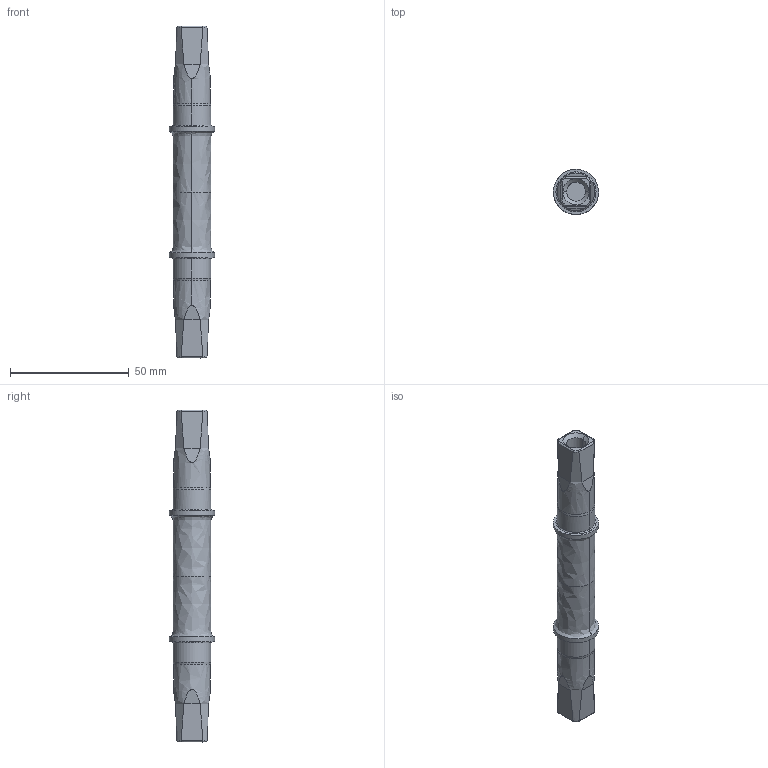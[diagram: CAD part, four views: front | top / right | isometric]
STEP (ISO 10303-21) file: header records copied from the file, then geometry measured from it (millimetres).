
FILE_DESCRIPTION(/* description */ (''),/* implementation_level */ '2;1');
FILE_NAME(/* name */ 'BBAXLE~1',/* time_stamp */ '2021-01-15T16:47:11-03:00',/* author */ (''),/* organization */ (''),/* preprocessor_version */ 'ST-DEVELOPER v15',/* originating_system */ '',/* authorisation */ '');
FILE_SCHEMA (('AUTOMOTIVE_DESIGN'));
Length unit declared in the file: millimetre
Products named in the file (1): Document
Bounding box: 19.04 x 19.05 x 140 mm (x, y, z)
Volume: 24802.2 mm3; surface area: 8529.1 mm2
Topology: 1 solids, 1 shells, 70 faces, 172 edges, 108 vertices
Faces by surface type: bspline 48, plane 22
Entity records: 3213 total; most frequent: CARTESIAN_POINT 2168, ORIENTED_EDGE 344, EDGE_CURVE 172, B_SPLINE_CURVE_WITH_KNOTS 108, VERTEX_POINT 108, EDGE_LOOP 74, ADVANCED_FACE 70, FACE_OUTER_BOUND 70
